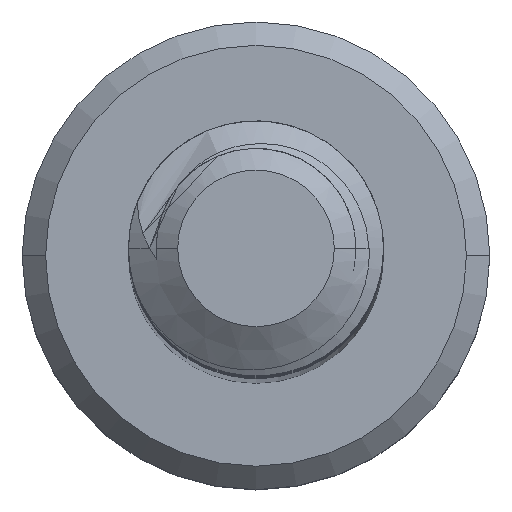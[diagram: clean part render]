
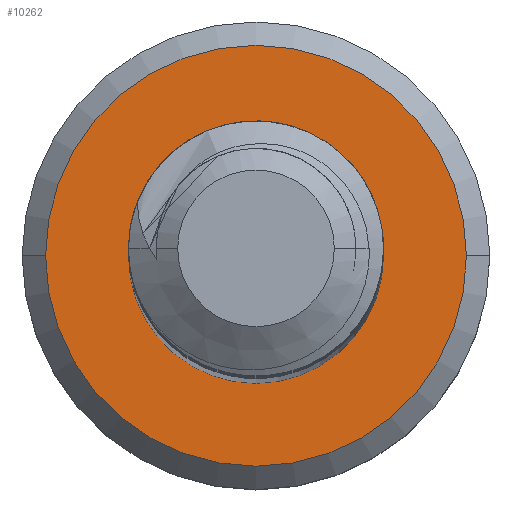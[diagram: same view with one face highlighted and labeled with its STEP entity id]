
A CAD part, top view. The second image highlights one B-rep face of the part: STEP entity #10262.
In plain terms, the highlighted planar face has unit normal (0, 0, 1).
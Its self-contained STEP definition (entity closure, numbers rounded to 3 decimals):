
#254 = CARTESIAN_POINT ( 'NONE',  ( -2.475, 0., -50. ) ) ;
#545 = ORIENTED_EDGE ( 'NONE', *, *, #9568, .F. ) ;
#652 = DIRECTION ( 'NONE',  ( -1., 0., 0. ) ) ;
#1671 = VERTEX_POINT ( 'NONE', #9845 ) ;
#1984 = EDGE_LOOP ( 'NONE', ( #545, #7567 ) ) ;
#2442 = AXIS2_PLACEMENT_3D ( 'NONE', #5136, #11754, #6124 ) ;
#3087 = DIRECTION ( 'NONE',  ( 0., 0., 1. ) ) ;
#3298 = CARTESIAN_POINT ( 'NONE',  ( 0., 0., -50. ) ) ;
#3439 = EDGE_CURVE ( 'NONE', #8158, #1671, #11599, .T. ) ;
#3711 = AXIS2_PLACEMENT_3D ( 'NONE', #10214, #6496, #652 ) ;
#3748 = CIRCLE ( 'NONE', #7872, 1.5 ) ;
#4257 = DIRECTION ( 'NONE',  ( -1., 0., 0. ) ) ;
#4306 = CIRCLE ( 'NONE', #4863, 2.475 ) ;
#4499 = FACE_BOUND ( 'NONE', #1984, .T. ) ;
#4697 = EDGE_CURVE ( 'NONE', #9836, #8103, #4306, .T. ) ;
#4737 = EDGE_LOOP ( 'NONE', ( #12118, #6913 ) ) ;
#4863 = AXIS2_PLACEMENT_3D ( 'NONE', #8777, #3087, #9728 ) ;
#4979 = DIRECTION ( 'NONE',  ( 0., 0., 1. ) ) ;
#5136 = CARTESIAN_POINT ( 'NONE',  ( 0., 0., -50. ) ) ;
#5530 = PLANE ( 'NONE',  #3711 ) ;
#5637 = EDGE_CURVE ( 'NONE', #8103, #9836, #6289, .T. ) ;
#5845 = AXIS2_PLACEMENT_3D ( 'NONE', #3298, #9944, #4257 ) ;
#6124 = DIRECTION ( 'NONE',  ( 1., 0., 0. ) ) ;
#6289 = CIRCLE ( 'NONE', #5845, 2.475 ) ;
#6496 = DIRECTION ( 'NONE',  ( 0., 0., -1. ) ) ;
#6913 = ORIENTED_EDGE ( 'NONE', *, *, #5637, .T. ) ;
#7567 = ORIENTED_EDGE ( 'NONE', *, *, #3439, .F. ) ;
#7872 = AXIS2_PLACEMENT_3D ( 'NONE', #10636, #4979, #11589 ) ;
#8103 = VERTEX_POINT ( 'NONE', #10913 ) ;
#8158 = VERTEX_POINT ( 'NONE', #10948 ) ;
#8777 = CARTESIAN_POINT ( 'NONE',  ( 0., 0., -50. ) ) ;
#8953 = FACE_OUTER_BOUND ( 'NONE', #4737, .T. ) ;
#9568 = EDGE_CURVE ( 'NONE', #1671, #8158, #3748, .T. ) ;
#9728 = DIRECTION ( 'NONE',  ( -1., 0., 0. ) ) ;
#9836 = VERTEX_POINT ( 'NONE', #254 ) ;
#9845 = CARTESIAN_POINT ( 'NONE',  ( 1.5, 0., -50. ) ) ;
#9944 = DIRECTION ( 'NONE',  ( 0., 0., 1. ) ) ;
#10214 = CARTESIAN_POINT ( 'NONE',  ( 0., 0., -50. ) ) ;
#10262 = ADVANCED_FACE ( 'NONE', ( #8953, #4499 ), #5530, .F. ) ;
#10636 = CARTESIAN_POINT ( 'NONE',  ( 0., 0., -50. ) ) ;
#10913 = CARTESIAN_POINT ( 'NONE',  ( 2.475, 0., -50. ) ) ;
#10948 = CARTESIAN_POINT ( 'NONE',  ( -1.5, 0., -50. ) ) ;
#11589 = DIRECTION ( 'NONE',  ( 1., 0., 0. ) ) ;
#11599 = CIRCLE ( 'NONE', #2442, 1.5 ) ;
#11754 = DIRECTION ( 'NONE',  ( 0., 0., 1. ) ) ;
#12118 = ORIENTED_EDGE ( 'NONE', *, *, #4697, .T. ) ;
